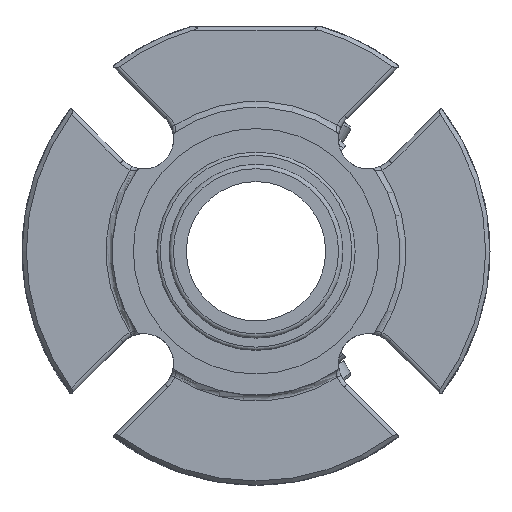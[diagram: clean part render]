
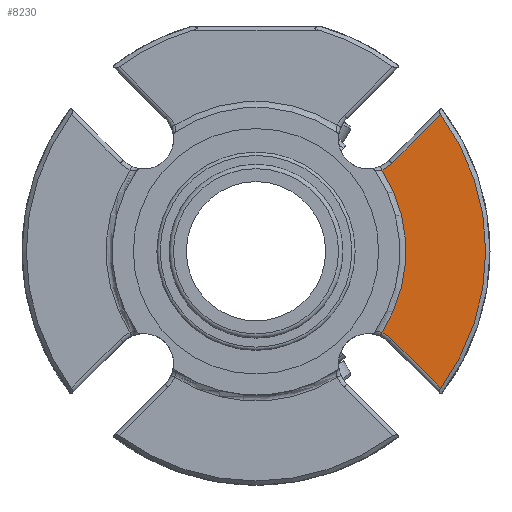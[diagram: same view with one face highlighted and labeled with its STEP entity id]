
A CAD part, left-side view. The second image highlights one B-rep face of the part: STEP entity #8230.
In plain terms, the highlighted planar face has unit normal (-1, 0, 0).
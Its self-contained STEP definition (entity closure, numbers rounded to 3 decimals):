
#541=LINE('',#16154,#1008);
#543=LINE('',#16176,#1010);
#1008=VECTOR('',#10473,1000.);
#1010=VECTOR('',#10483,1000.);
#1658=PLANE('',#8976);
#3617=ORIENTED_EDGE('',*,*,#4960,.T.);
#3618=ORIENTED_EDGE('',*,*,#4957,.F.);
#3619=ORIENTED_EDGE('',*,*,#4953,.T.);
#3620=ORIENTED_EDGE('',*,*,#5131,.T.);
#3621=ORIENTED_EDGE('',*,*,#5133,.T.);
#3622=ORIENTED_EDGE('',*,*,#5134,.T.);
#4953=EDGE_CURVE('',#5915,#5916,#541,.F.);
#4957=EDGE_CURVE('',#5915,#5918,#6353,.T.);
#4960=EDGE_CURVE('',#5919,#5918,#543,.F.);
#5131=EDGE_CURVE('',#5916,#6001,#6430,.F.);
#5133=EDGE_CURVE('',#6001,#6003,#6432,.F.);
#5134=EDGE_CURVE('',#6003,#5919,#6433,.F.);
#5915=VERTEX_POINT('',#16155);
#5916=VERTEX_POINT('',#16156);
#5918=VERTEX_POINT('',#16166);
#5919=VERTEX_POINT('',#16177);
#6001=VERTEX_POINT('',#16905);
#6003=VERTEX_POINT('',#16911);
#6353=CIRCLE('',#8829,54.42);
#6430=CIRCLE('',#8974,8.);
#6432=CIRCLE('',#8977,35.5);
#6433=CIRCLE('',#8978,8.);
#6946=EDGE_LOOP('',(#3617,#3618,#3619,#3620,#3621,#3622));
#7534=FACE_BOUND('',#6946,.T.);
#8230=ADVANCED_FACE('',(#7534),#1658,.T.);
#8829=AXIS2_PLACEMENT_3D('',#16165,#10479,#10480);
#8974=AXIS2_PLACEMENT_3D('',#16907,#10833,#10834);
#8976=AXIS2_PLACEMENT_3D('',#16909,#10837,#10838);
#8977=AXIS2_PLACEMENT_3D('',#16910,#10839,#10840);
#8978=AXIS2_PLACEMENT_3D('',#16912,#10841,#10842);
#10473=DIRECTION('',(0.,-0.707,0.707));
#10479=DIRECTION('',(1.,0.,0.));
#10480=DIRECTION('',(0.,1.,0.));
#10483=DIRECTION('',(0.,0.707,0.707));
#10833=DIRECTION('',(-1.,0.,0.));
#10834=DIRECTION('',(0.,0.,1.));
#10837=DIRECTION('',(-1.,0.,0.));
#10838=DIRECTION('',(0.,0.,1.));
#10839=DIRECTION('',(-1.,0.,0.));
#10840=DIRECTION('',(0.,0.,1.));
#10841=DIRECTION('',(-1.,0.,0.));
#10842=DIRECTION('',(0.,0.,1.));
#16154=CARTESIAN_POINT('',(-7.703,-32.173,20.86));
#16155=CARTESIAN_POINT('',(-7.703,-43.719,32.405));
#16156=CARTESIAN_POINT('',(-7.703,-32.173,20.86));
#16165=CARTESIAN_POINT('',(-7.703,0.,0.));
#16166=CARTESIAN_POINT('',(-7.703,-43.719,-32.405));
#16176=CARTESIAN_POINT('',(-7.703,-44.944,-33.631));
#16177=CARTESIAN_POINT('',(-7.703,-32.173,-20.86));
#16905=CARTESIAN_POINT('',(-7.703,-29.836,19.238));
#16907=CARTESIAN_POINT('',(-7.703,-26.517,26.517));
#16909=CARTESIAN_POINT('',(-7.703,0.,-34.));
#16910=CARTESIAN_POINT('',(-7.703,0.,0.));
#16911=CARTESIAN_POINT('',(-7.703,-29.836,-19.238));
#16912=CARTESIAN_POINT('',(-7.703,-26.517,-26.517));
